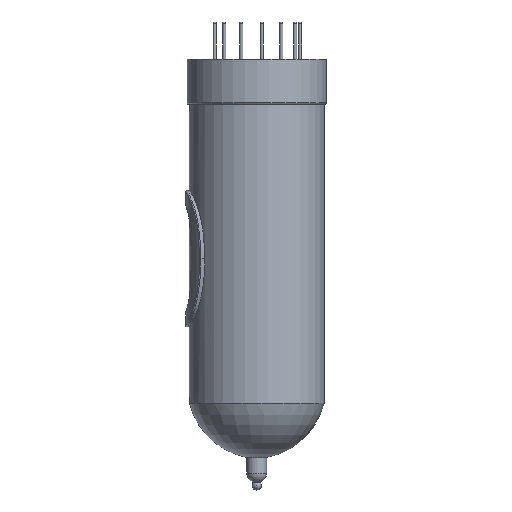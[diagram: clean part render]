
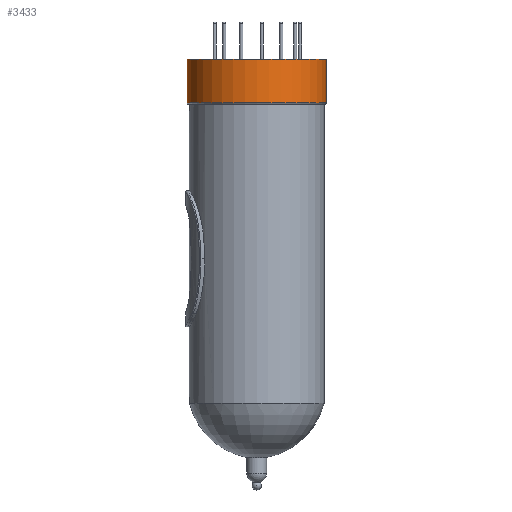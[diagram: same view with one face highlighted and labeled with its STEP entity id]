
A CAD part, front view. The second image highlights one B-rep face of the part: STEP entity #3433.
In plain terms, the highlighted cylindrical face has radius 9.3 mm (diameter 18.6 mm), a partial arc.
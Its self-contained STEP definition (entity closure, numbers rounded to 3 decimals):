
#24 = DIRECTION ( 'NONE',  ( 0., 0., 1. ) ) ;
#213 = CARTESIAN_POINT ( 'NONE',  ( -9.3, 0., 0. ) ) ;
#283 = DIRECTION ( 'NONE',  ( 1., 0., 0. ) ) ;
#321 = ORIENTED_EDGE ( 'NONE', *, *, #2196, .F. ) ;
#347 = DIRECTION ( 'NONE',  ( 1., 0., 0. ) ) ;
#367 = DIRECTION ( 'NONE',  ( 0., 0., 1. ) ) ;
#416 = CYLINDRICAL_SURFACE ( 'NONE', #2036, 9.3 ) ;
#478 = DIRECTION ( 'NONE',  ( 1., 0., 0. ) ) ;
#525 = CARTESIAN_POINT ( 'NONE',  ( -9.3, 0., -5.8 ) ) ;
#678 = LINE ( 'NONE', #1922, #2284 ) ;
#933 = EDGE_CURVE ( 'NONE', #2371, #3185, #678, .T. ) ;
#941 = CIRCLE ( 'NONE', #3344, 9.3 ) ;
#997 = DIRECTION ( 'NONE',  ( 0., 0., 1. ) ) ;
#1016 = ORIENTED_EDGE ( 'NONE', *, *, #933, .T. ) ;
#1247 = CARTESIAN_POINT ( 'NONE',  ( 0., 0., -5.8 ) ) ;
#1319 = EDGE_CURVE ( 'NONE', #2787, #3185, #2256, .T. ) ;
#1450 = CARTESIAN_POINT ( 'NONE',  ( 0., 0., -6. ) ) ;
#1651 = CARTESIAN_POINT ( 'NONE',  ( 9.3, 0., -5.8 ) ) ;
#1774 = FACE_OUTER_BOUND ( 'NONE', #3078, .T. ) ;
#1922 = CARTESIAN_POINT ( 'NONE',  ( 9.3, 0., -6. ) ) ;
#1988 = ORIENTED_EDGE ( 'NONE', *, *, #1319, .F. ) ;
#2036 = AXIS2_PLACEMENT_3D ( 'NONE', #1450, #2785, #478 ) ;
#2196 = EDGE_CURVE ( 'NONE', #2845, #2787, #2579, .T. ) ;
#2256 = CIRCLE ( 'NONE', #2269, 9.3 ) ;
#2269 = AXIS2_PLACEMENT_3D ( 'NONE', #2698, #367, #347 ) ;
#2284 = VECTOR ( 'NONE', #997, 1000. ) ;
#2371 = VERTEX_POINT ( 'NONE', #1651 ) ;
#2445 = CARTESIAN_POINT ( 'NONE',  ( 9.3, 0., 0. ) ) ;
#2579 = LINE ( 'NONE', #2878, #3285 ) ;
#2698 = CARTESIAN_POINT ( 'NONE',  ( 0., 0., 0. ) ) ;
#2785 = DIRECTION ( 'NONE',  ( 0., 0., 1. ) ) ;
#2787 = VERTEX_POINT ( 'NONE', #213 ) ;
#2845 = VERTEX_POINT ( 'NONE', #525 ) ;
#2878 = CARTESIAN_POINT ( 'NONE',  ( -9.3, 0., -6. ) ) ;
#3012 = EDGE_CURVE ( 'NONE', #2845, #2371, #941, .T. ) ;
#3078 = EDGE_LOOP ( 'NONE', ( #321, #4178, #1016, #1988 ) ) ;
#3185 = VERTEX_POINT ( 'NONE', #2445 ) ;
#3285 = VECTOR ( 'NONE', #4185, 1000. ) ;
#3344 = AXIS2_PLACEMENT_3D ( 'NONE', #1247, #24, #283 ) ;
#3433 = ADVANCED_FACE ( 'NONE', ( #1774 ), #416, .T. ) ;
#4178 = ORIENTED_EDGE ( 'NONE', *, *, #3012, .T. ) ;
#4185 = DIRECTION ( 'NONE',  ( 0., 0., 1. ) ) ;
